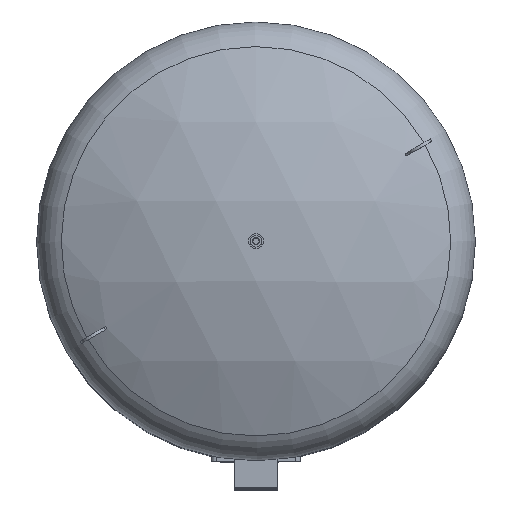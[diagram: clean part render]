
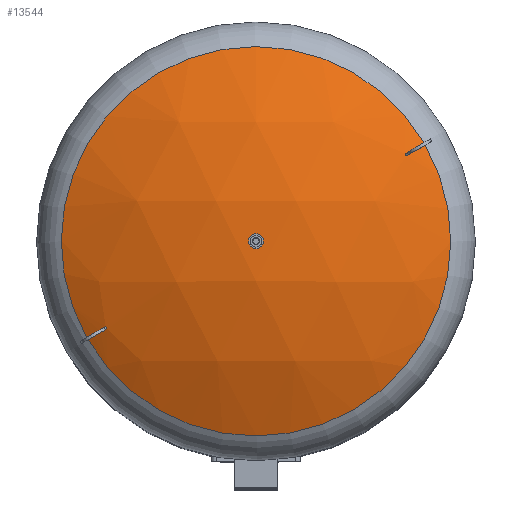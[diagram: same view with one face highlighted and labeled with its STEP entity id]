
A CAD part, top view. The second image highlights one B-rep face of the part: STEP entity #13544.
In plain terms, the highlighted spherical face has radius 1006 mm.
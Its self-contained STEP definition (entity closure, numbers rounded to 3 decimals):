
#2724=SPHERICAL_SURFACE($,#14727,1006.);
#3520=FACE_OUTER_BOUND($,#4476,.T.);
#4476=EDGE_LOOP($,(#10323,#10324,#10325,#10326,#10327,#10328,#10329,#10330));
#5494=CIRCLE($,#14698,1005.996);
#5497=CIRCLE($,#14702,997.22);
#5500=CIRCLE($,#14708,1005.996);
#5502=CIRCLE($,#14712,443.778);
#5503=CIRCLE($,#14713,443.778);
#5504=CIRCLE($,#14715,1005.996);
#5507=CIRCLE($,#14719,997.22);
#5510=CIRCLE($,#14726,1005.996);
#6236=VERTEX_POINT($,#21077);
#6238=VERTEX_POINT($,#21087);
#6242=VERTEX_POINT($,#21097);
#6247=VERTEX_POINT($,#21118);
#6249=VERTEX_POINT($,#21133);
#6252=VERTEX_POINT($,#21152);
#6253=VERTEX_POINT($,#21163);
#6257=VERTEX_POINT($,#21173);
#7752=EDGE_CURVE($,#6238,#6236,#5494,.T.);
#7757=EDGE_CURVE($,#6242,#6238,#5497,.T.);
#7766=EDGE_CURVE($,#6247,#6242,#5500,.T.);
#7768=EDGE_CURVE($,#6247,#6249,#5502,.T.);
#7772=EDGE_CURVE($,#6252,#6236,#5503,.T.);
#7773=EDGE_CURVE($,#6253,#6249,#5504,.T.);
#7778=EDGE_CURVE($,#6257,#6253,#5507,.T.);
#7785=EDGE_CURVE($,#6252,#6257,#5510,.T.);
#10323=ORIENTED_EDGE($,*,*,#7752,.T.);
#10324=ORIENTED_EDGE($,*,*,#7772,.F.);
#10325=ORIENTED_EDGE($,*,*,#7785,.T.);
#10326=ORIENTED_EDGE($,*,*,#7778,.T.);
#10327=ORIENTED_EDGE($,*,*,#7773,.T.);
#10328=ORIENTED_EDGE($,*,*,#7768,.F.);
#10329=ORIENTED_EDGE($,*,*,#7766,.T.);
#10330=ORIENTED_EDGE($,*,*,#7757,.T.);
#13544=ADVANCED_FACE($,(#3520),#2724,.T.);
#14698=AXIS2_PLACEMENT_3D($,#21088,#16998,#16999);
#14702=AXIS2_PLACEMENT_3D($,#21098,#17008,#17009);
#14708=AXIS2_PLACEMENT_3D($,#21128,#17024,#17025);
#14712=AXIS2_PLACEMENT_3D($,#21134,#17032,#17033);
#14713=AXIS2_PLACEMENT_3D($,#21161,#17034,#17035);
#14715=AXIS2_PLACEMENT_3D($,#21164,#17038,#17039);
#14719=AXIS2_PLACEMENT_3D($,#21174,#17048,#17049);
#14726=AXIS2_PLACEMENT_3D($,#21188,#17066,#17067);
#14727=AXIS2_PLACEMENT_3D($,#21189,#17068,#17069);
#16998=DIRECTION('center_axis',(0.5,-0.866,0.));
#16999=DIRECTION('ref_axis',(0.,0.,1.));
#17008=DIRECTION('center_axis',(0.835,0.482,0.267));
#17009=DIRECTION('ref_axis',(0.,0.485,-0.875));
#17024=DIRECTION('center_axis',(-0.5,0.866,0.));
#17025=DIRECTION('ref_axis',(0.,0.,-1.));
#17032=DIRECTION('center_axis',(0.,0.,
-1.));
#17033=DIRECTION('ref_axis',(1.,0.,0.));
#17034=DIRECTION('center_axis',(0.,0.,
-1.));
#17035=DIRECTION('ref_axis',(1.,0.,0.));
#17038=DIRECTION('center_axis',(-0.5,0.866,0.));
#17039=DIRECTION('ref_axis',(0.,0.,-1.));
#17048=DIRECTION('center_axis',(-0.835,-0.482,0.267));
#17049=DIRECTION('ref_axis',(0.,0.485,0.875));
#17066=DIRECTION('center_axis',(0.5,-0.866,0.));
#17067=DIRECTION('ref_axis',(0.,0.,1.));
#17068=DIRECTION('center_axis',(0.,-1.,0.));
#17069=DIRECTION('ref_axis',(-1.,0.,0.));
#21077=CARTESIAN_POINT('',(-382.814,-224.482,1865.827));
#21087=CARTESIAN_POINT('',(-339.752,-199.62,1888.611));
#21088=CARTESIAN_POINT('Origin',(1.5,-2.598,963.));
#21097=CARTESIAN_POINT('',(-342.752,-194.424,1888.611));
#21098=CARTESIAN_POINT('Origin',(-110.683,-63.903,927.593));
#21118=CARTESIAN_POINT('',(-385.814,-219.286,1865.827));
#21128=CARTESIAN_POINT('Origin',(-1.5,2.598,963.));
#21133=CARTESIAN_POINT('',(382.814,224.482,1865.827));
#21134=CARTESIAN_POINT('Origin',(0.,0.,
1865.827));
#21152=CARTESIAN_POINT('',(385.814,219.286,1865.827));
#21161=CARTESIAN_POINT('Origin',(0.,0.,
1865.827));
#21163=CARTESIAN_POINT('',(339.752,199.62,1888.611));
#21164=CARTESIAN_POINT('Origin',(-1.5,2.598,963.));
#21173=CARTESIAN_POINT('',(342.752,194.424,1888.611));
#21174=CARTESIAN_POINT('Origin',(110.683,63.903,927.593));
#21188=CARTESIAN_POINT('Origin',(1.5,-2.598,963.));
#21189=CARTESIAN_POINT('Origin',(0.,0.,
963.));
